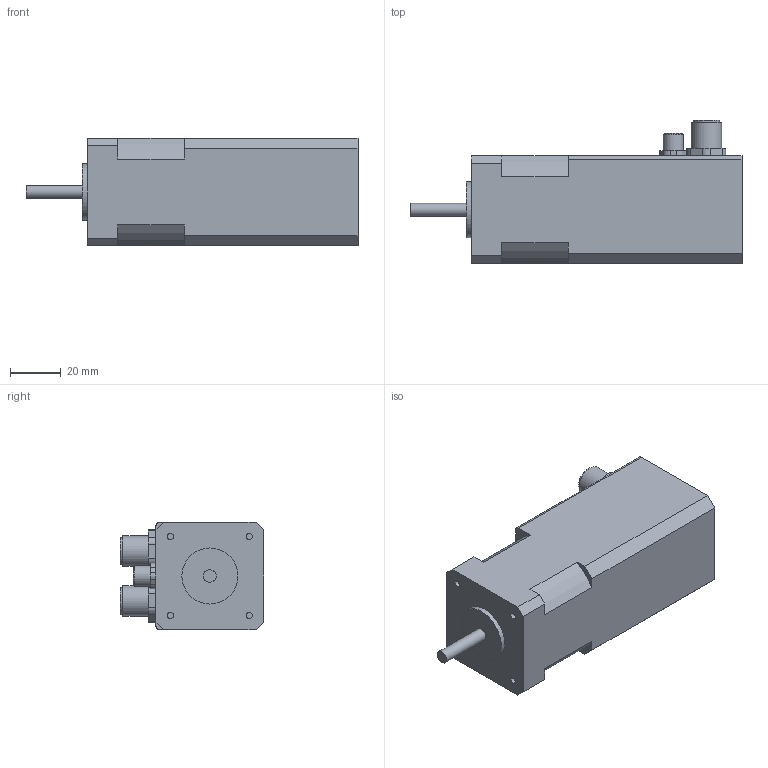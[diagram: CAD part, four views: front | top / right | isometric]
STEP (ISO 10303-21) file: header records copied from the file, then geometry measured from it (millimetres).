
FILE_DESCRIPTION(/* description */ (''),/* implementation_level */ '2;1');
FILE_NAME(/* name */ 'CAD_109426.stp',/* time_stamp */ '2021-01-19T10:38:13+01:00',/* author */ ('Hypex'),/* organization */ ('Hypex'),/* preprocessor_version */ 'ST-DEVELOPER v18',/* originating_system */ 'Autodesk Inventor 2020',/* authorisation */ '');
FILE_SCHEMA (('AUTOMOTIVE_DESIGN { 1 0 10303 214 3 1 1 }'));
Length unit declared in the file: millimetre
Products named in the file (1): CAD_109426
Bounding box: 130.4 x 56.3 x 42.3 mm (x, y, z)
Volume: 190240.5 mm3; surface area: 23715.3 mm2
Topology: 1 solids, 1 shells, 143 faces, 350 edges, 243 vertices
Faces by surface type: plane 72, cylinder 55, cone 16
Full cylindrical faces by diameter (mm): 1 x16, 2.459 x4, 5 x1, 6 x1, 7 x1, 8 x1, 8.2 x2, 10.4 x2, 12 x2, 22 x1
Entity records: 4368 total; most frequent: DIRECTION 809, CARTESIAN_POINT 737, ORIENTED_EDGE 700, EDGE_CURVE 350, AXIS2_PLACEMENT_3D 315, VERTEX_POINT 243, LINE 179, VECTOR 179
